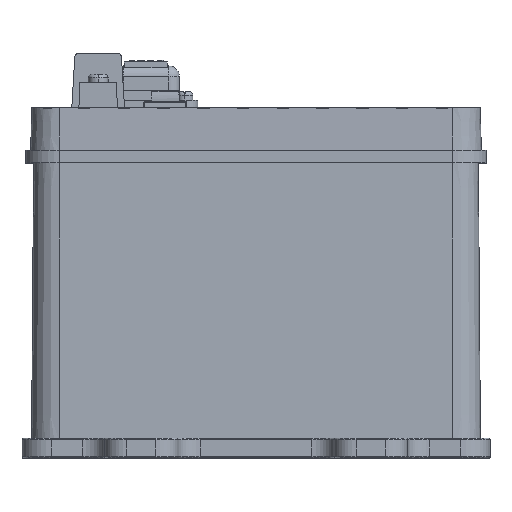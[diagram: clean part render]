
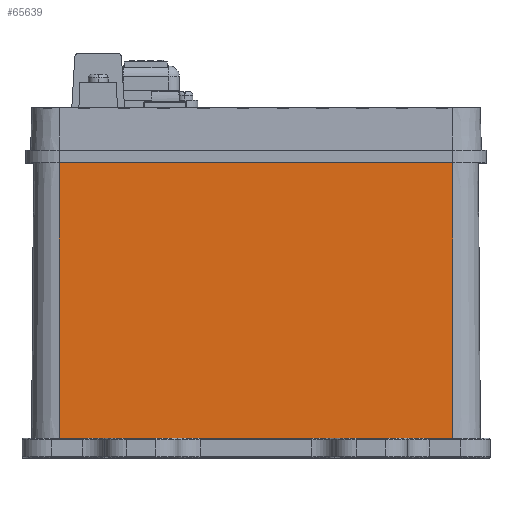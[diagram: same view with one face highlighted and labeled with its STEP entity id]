
A CAD part, top view. The second image highlights one B-rep face of the part: STEP entity #65639.
In plain terms, the highlighted planar face has unit normal (0, 0.007, 1).
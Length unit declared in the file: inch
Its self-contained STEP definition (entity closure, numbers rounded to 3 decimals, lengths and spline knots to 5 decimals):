
#375 = EDGE_CURVE ( 'NONE', #23578, #43431, #9122, .T. ) ;
#1435 = DIRECTION ( 'NONE',  ( 0., -1., 0.008 ) ) ;
#5089 = CARTESIAN_POINT ( 'NONE',  ( -2.6825, 0.15, 2.15 ) ) ;
#5474 = LINE ( 'NONE', #98087, #33139 ) ;
#7861 = CARTESIAN_POINT ( 'NONE',  ( -2.6825, 0.15, 2.15 ) ) ;
#8913 = DIRECTION ( 'NONE',  ( 0., -1., 0.008 ) ) ;
#9122 = LINE ( 'NONE', #5089, #38169 ) ;
#19119 = DIRECTION ( 'NONE',  ( 1., 0., 0. ) ) ;
#19341 = ORIENTED_EDGE ( 'NONE', *, *, #69052, .T. ) ;
#23578 = VERTEX_POINT ( 'NONE', #7861 ) ;
#23748 = PLANE ( 'NONE',  #85219 ) ;
#27694 = CARTESIAN_POINT ( 'NONE',  ( 2.6825, 0.15, 2.15 ) ) ;
#31760 = ORIENTED_EDGE ( 'NONE', *, *, #375, .T. ) ;
#32674 = CARTESIAN_POINT ( 'NONE',  ( -2.6825, 0.15, 2.15 ) ) ;
#33139 = VECTOR ( 'NONE', #19119, 39.37008 ) ;
#34779 = ORIENTED_EDGE ( 'NONE', *, *, #84248, .F. ) ;
#38169 = VECTOR ( 'NONE', #92532, 39.37008 ) ;
#43431 = VERTEX_POINT ( 'NONE', #71833 ) ;
#44110 = CARTESIAN_POINT ( 'NONE',  ( 2.6825, 3.93, 2.12163 ) ) ;
#50483 = LINE ( 'NONE', #53378, #89241 ) ;
#53378 = CARTESIAN_POINT ( 'NONE',  ( -2.6825, 0.15, 2.15 ) ) ;
#54781 = LINE ( 'NONE', #27694, #101917 ) ;
#65639 = ADVANCED_FACE ( 'NONE', ( #98913 ), #23748, .T. ) ;
#68099 = EDGE_CURVE ( 'NONE', #113670, #43431, #54781, .T. ) ;
#69052 = EDGE_CURVE ( 'NONE', #72171, #23578, #50483, .T. ) ;
#71833 = CARTESIAN_POINT ( 'NONE',  ( 2.6825, 0.15, 2.15 ) ) ;
#72171 = VERTEX_POINT ( 'NONE', #80290 ) ;
#80108 = EDGE_LOOP ( 'NONE', ( #31760, #92446, #34779, #19341 ) ) ;
#80290 = CARTESIAN_POINT ( 'NONE',  ( -2.6825, 3.93, 2.12163 ) ) ;
#84248 = EDGE_CURVE ( 'NONE', #72171, #113670, #5474, .T. ) ;
#85219 = AXIS2_PLACEMENT_3D ( 'NONE', #32674, #111320, #102317 ) ;
#89241 = VECTOR ( 'NONE', #8913, 39.37008 ) ;
#92446 = ORIENTED_EDGE ( 'NONE', *, *, #68099, .F. ) ;
#92532 = DIRECTION ( 'NONE',  ( 1., 0., 0. ) ) ;
#98087 = CARTESIAN_POINT ( 'NONE',  ( -2.6825, 3.93, 2.12163 ) ) ;
#98913 = FACE_OUTER_BOUND ( 'NONE', #80108, .T. ) ;
#101917 = VECTOR ( 'NONE', #1435, 39.37008 ) ;
#102317 = DIRECTION ( 'NONE',  ( 0., -1., 0.008 ) ) ;
#111320 = DIRECTION ( 'NONE',  ( 0., 0.008, 1. ) ) ;
#113670 = VERTEX_POINT ( 'NONE', #44110 ) ;
